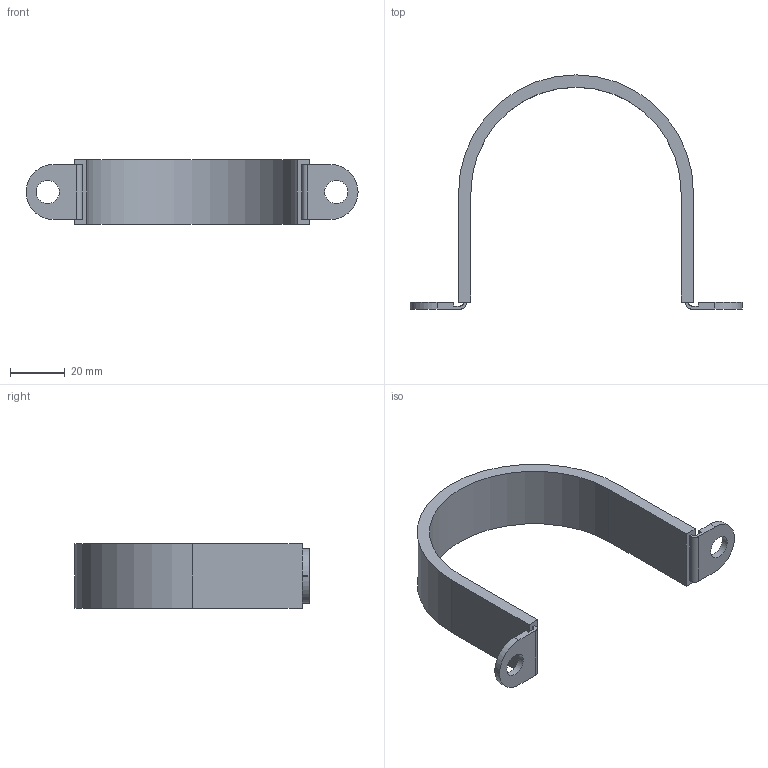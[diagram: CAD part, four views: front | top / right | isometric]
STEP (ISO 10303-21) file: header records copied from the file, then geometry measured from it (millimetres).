
FILE_DESCRIPTION( ( 'STEP AP203' ), '1' );
FILE_NAME( 'FLEXA SKM-Multi 0308.000.070.stp', '2020-03-10T08:57:34', ( '' ), ( '' ), ' ', 'PARTsolutions', ' ' );
FILE_SCHEMA( ( 'CONFIG_CONTROL_DESIGN' ) );
Length unit declared in the file: millimetre
Products named in the file (1): _FLEXA SKM-Multi 0308.000.070
Bounding box: 121 x 85.35 x 23.4 mm (x, y, z)
Volume: 23175.6 mm3; surface area: 13477.6 mm2
Topology: 1 solids, 1 shells, 38 faces, 104 edges, 70 vertices
Faces by surface type: plane 26, cylinder 12
Full cylindrical faces by diameter (mm): 8.5 x2
Entity records: 1232 total; most frequent: CARTESIAN_POINT 207, DIRECTION 202, ORIENTED_EDGE 200, EDGE_CURVE 100, LINE 76, VECTOR 76, VERTEX_POINT 68, AXIS2_PLACEMENT_3D 63
